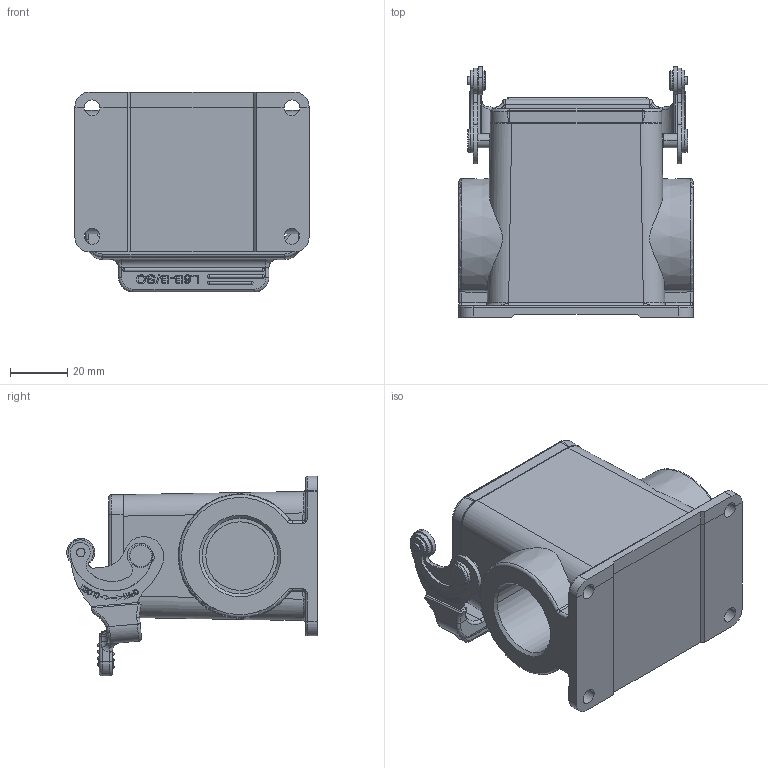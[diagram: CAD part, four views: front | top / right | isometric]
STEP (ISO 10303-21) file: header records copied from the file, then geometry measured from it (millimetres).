
FILE_DESCRIPTION(/* description */ (''),/* implementation_level */ '2;1');
FILE_NAME(/* name */ '3D_1120062211006_H6B-MSFH-1L_SC-PG21_V1.0.stp',/* time_stamp */ '2024-03-20T09:45:05+08:00',/* author */ (''),/* organization */ (''),/* preprocessor_version */ 'ST-DEVELOPER v18.1',/* originating_system */ 'SIEMENS PLM Software NX 1980',/* authorisation */ '');
FILE_SCHEMA (('AUTOMOTIVE_DESIGN { 1 0 10303 214 3 1 1 1 }'));
Length unit declared in the file: millimetre
Products named in the file (1): 141335783262mhso
Bounding box: 82 x 87.73 x 69.97 mm (x, y, z)
Volume: 11230.8 mm3; surface area: 46636.9 mm2
Topology: 3 solids, 17 shells, 1071 faces, 2824 edges, 1844 vertices
Faces by surface type: cylinder 468, plane 437, torus 63, extrusion 34, cone 29, bspline 26, sphere 14
Full cylindrical faces by diameter (mm): 24 x1
Entity records: 37046 total; most frequent: CARTESIAN_POINT 12430, ORIENTED_EDGE 5548, DIRECTION 4297, EDGE_CURVE 2802, VERTEX_POINT 1842, AXIS2_PLACEMENT_3D 1567, EDGE_LOOP 1180, VECTOR 1163
